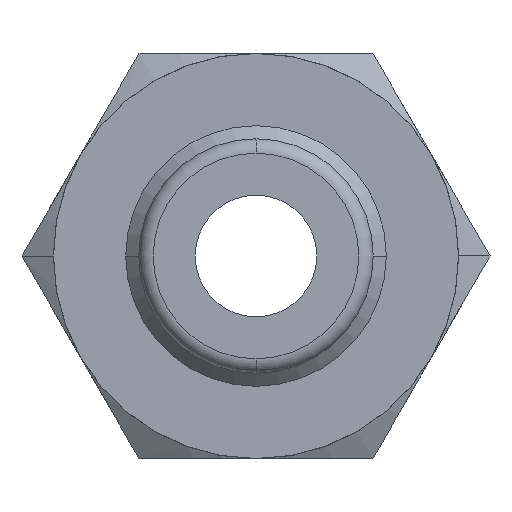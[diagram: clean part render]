
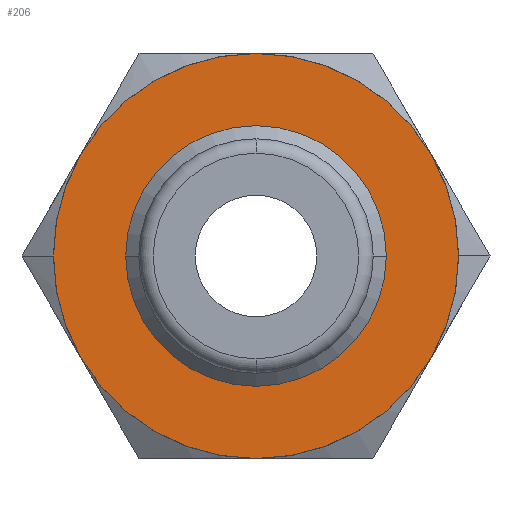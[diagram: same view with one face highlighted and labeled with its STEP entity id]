
A CAD part, front view. The second image highlights one B-rep face of the part: STEP entity #206.
In plain terms, the highlighted planar face has unit normal (0, -1, 0).
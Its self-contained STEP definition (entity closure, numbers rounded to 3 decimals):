
#206=ADVANCED_FACE('',(#440,#441),#442,.T.);
#440=FACE_OUTER_BOUND('',#701,.T.);
#441=FACE_BOUND('',#702,.T.);
#442=PLANE('',#703);
#701=EDGE_LOOP('',(#1210,#1211));
#702=EDGE_LOOP('',(#1212,#1213));
#703=AXIS2_PLACEMENT_3D('',#1214,#1215,#1216);
#1210=ORIENTED_EDGE('',*,*,#1651,.T.);
#1211=ORIENTED_EDGE('',*,*,#1581,.T.);
#1212=ORIENTED_EDGE('',*,*,#1678,.F.);
#1213=ORIENTED_EDGE('',*,*,#1679,.F.);
#1214=CARTESIAN_POINT('',(0.0,14.0,0.0));
#1215=DIRECTION('',(0.0,-1.0,0.0));
#1216=DIRECTION('',(-1.0,0.0,0.0));
#1581=EDGE_CURVE('',#1911,#1908,#1912,.T.);
#1651=EDGE_CURVE('',#1908,#1911,#2003,.T.);
#1678=EDGE_CURVE('',#2031,#2032,#2033,.T.);
#1679=EDGE_CURVE('',#2032,#2031,#2034,.T.);
#1908=VERTEX_POINT('',#2463);
#1911=VERTEX_POINT('',#2467);
#1912=CIRCLE('',#2468,6.995);
#2003=CIRCLE('',#2793,6.995);
#2031=VERTEX_POINT('',#2881);
#2032=VERTEX_POINT('',#2882);
#2033=CIRCLE('',#2883,4.5);
#2034=CIRCLE('',#2884,4.5);
#2463=CARTESIAN_POINT('',(6.995,14.0,0.0));
#2467=CARTESIAN_POINT('',(-6.995,14.0,0.));
#2468=AXIS2_PLACEMENT_3D('',#3180,#3181,#3182);
#2793=AXIS2_PLACEMENT_3D('',#3245,#3246,#3247);
#2881=CARTESIAN_POINT('',(-4.5,14.0,0.));
#2882=CARTESIAN_POINT('',(4.5,14.0,0.));
#2883=AXIS2_PLACEMENT_3D('',#3265,#3266,#3267);
#2884=AXIS2_PLACEMENT_3D('',#3268,#3269,#3270);
#3180=CARTESIAN_POINT('',(0.0,14.0,0.0));
#3181=DIRECTION('',(0.0,-1.0,0.0));
#3182=DIRECTION('',(1.0,0.0,0.0));
#3245=CARTESIAN_POINT('',(0.0,14.0,0.0));
#3246=DIRECTION('',(0.0,-1.0,0.0));
#3247=DIRECTION('',(1.0,0.0,0.0));
#3265=CARTESIAN_POINT('',(0.0,14.0,0.0));
#3266=DIRECTION('',(0.0,-1.0,0.0));
#3267=DIRECTION('',(1.0,0.0,0.0));
#3268=CARTESIAN_POINT('',(0.0,14.0,0.0));
#3269=DIRECTION('',(0.0,-1.0,0.0));
#3270=DIRECTION('',(1.0,0.0,0.0));
